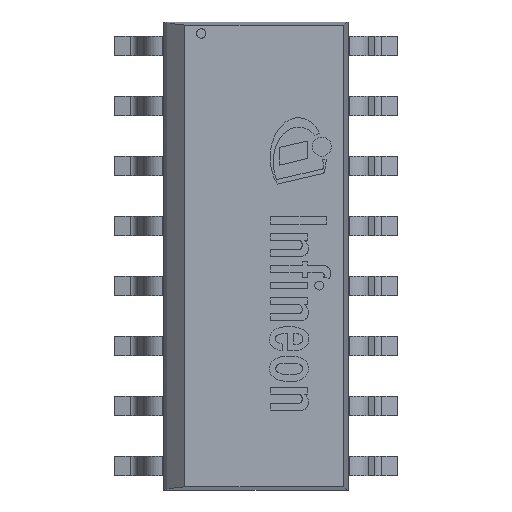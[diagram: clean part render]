
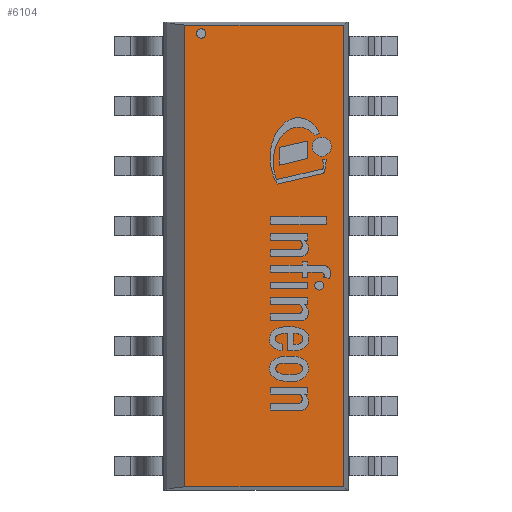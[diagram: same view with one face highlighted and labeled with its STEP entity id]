
A CAD part, top view. The second image highlights one B-rep face of the part: STEP entity #6104.
In plain terms, the highlighted planar face has unit normal (0, 0, 1).
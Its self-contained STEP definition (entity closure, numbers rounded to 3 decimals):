
#78=FACE_BOUND('',#737,.T.);
#86=CIRCLE('',#6499,0.101);
#370=FACE_OUTER_BOUND('',#736,.T.);
#736=EDGE_LOOP('',(#4063,#4064,#4065,#4066));
#737=EDGE_LOOP('',(#4067));
#1114=LINE('',#8706,#1830);
#1115=LINE('',#8709,#1831);
#1119=LINE('',#8717,#1835);
#1120=LINE('',#8718,#1836);
#1830=VECTOR('',#7016,1.);
#1831=VECTOR('',#7019,1.);
#1835=VECTOR('',#7025,1.);
#1836=VECTOR('',#7026,1.);
#2539=VERTEX_POINT('',#8693);
#2542=VERTEX_POINT('',#8700);
#2544=VERTEX_POINT('',#8704);
#2545=VERTEX_POINT('',#8708);
#2548=VERTEX_POINT('',#8716);
#3143=EDGE_CURVE('',#2539,#2539,#86,.T.);
#3148=EDGE_CURVE('',#2542,#2544,#1114,.T.);
#3149=EDGE_CURVE('',#2542,#2545,#1115,.T.);
#3153=EDGE_CURVE('',#2548,#2544,#1119,.T.);
#3154=EDGE_CURVE('',#2545,#2548,#1120,.T.);
#4063=ORIENTED_EDGE('',*,*,#3148,.T.);
#4064=ORIENTED_EDGE('',*,*,#3153,.F.);
#4065=ORIENTED_EDGE('',*,*,#3154,.F.);
#4066=ORIENTED_EDGE('',*,*,#3149,.F.);
#4067=ORIENTED_EDGE('',*,*,#3143,.T.);
#5828=PLANE('',#6504);
#6104=ADVANCED_FACE('',(#370,#78),#5828,.T.);
#6499=AXIS2_PLACEMENT_3D('',#8694,#7005,#7006);
#6504=AXIS2_PLACEMENT_3D('',#8715,#7023,#7024);
#7005=DIRECTION('center_axis',(0.,0.,-1.));
#7006=DIRECTION('ref_axis',(-1.,0.,0.));
#7016=DIRECTION('',(0.,-1.,0.));
#7019=DIRECTION('',(1.,0.,0.));
#7023=DIRECTION('center_axis',(0.,0.,1.));
#7024=DIRECTION('ref_axis',(0.,-1.,0.));
#7025=DIRECTION('',(-1.,0.,0.));
#7026=DIRECTION('',(0.,-1.,0.));
#8693=CARTESIAN_POINT('',(-1.059,4.71,1.72));
#8694=CARTESIAN_POINT('Origin',(-1.16,4.71,1.72));
#8700=CARTESIAN_POINT('',(-1.508,4.889,1.72));
#8704=CARTESIAN_POINT('',(-1.508,-4.889,1.72));
#8706=CARTESIAN_POINT('',(-1.508,3.228,1.72));
#8708=CARTESIAN_POINT('',(1.851,4.889,1.72));
#8709=CARTESIAN_POINT('',(0.975,4.889,1.72));
#8715=CARTESIAN_POINT('Origin',(0.,0.,
1.72));
#8716=CARTESIAN_POINT('',(1.851,-4.889,1.72));
#8717=CARTESIAN_POINT('',(-0.975,-4.889,1.72));
#8718=CARTESIAN_POINT('',(1.851,-2.478,1.72));
